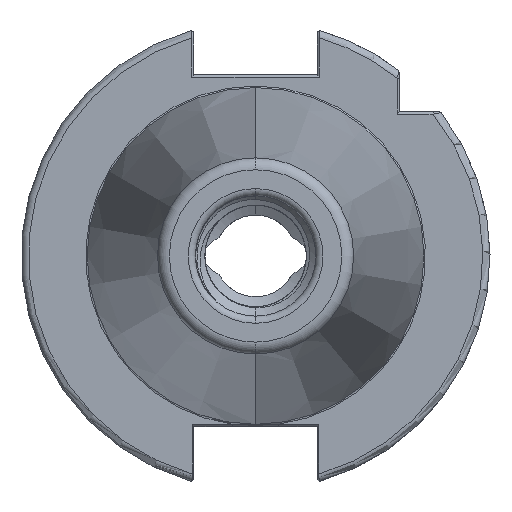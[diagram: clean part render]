
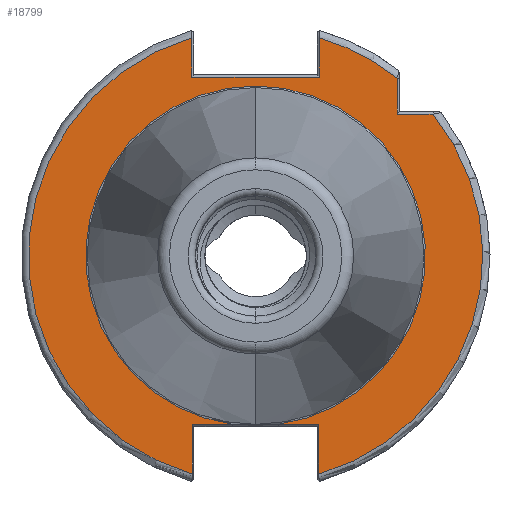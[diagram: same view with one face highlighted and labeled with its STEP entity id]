
A CAD part, left-side view. The second image highlights one B-rep face of the part: STEP entity #18799.
In plain terms, the highlighted planar face has unit normal (-1, 0, 0).
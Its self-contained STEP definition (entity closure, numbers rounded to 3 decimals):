
#1 = ORIENTED_EDGE ( 'NONE', *, *, #17112, .T. ) ;
#6 = ORIENTED_EDGE ( 'NONE', *, *, #17090, .T. ) ;
#7 = ORIENTED_EDGE ( 'NONE', *, *, #17115, .T. ) ;
#8 = ORIENTED_EDGE ( 'NONE', *, *, #17082, .T. ) ;
#1518 = ORIENTED_EDGE ( 'NONE', *, *, #17124, .T. ) ;
#1525 = ORIENTED_EDGE ( 'NONE', *, *, #17094, .T. ) ;
#1542 = ORIENTED_EDGE ( 'NONE', *, *, #17017, .T. ) ;
#1549 = ORIENTED_EDGE ( 'NONE', *, *, #17117, .T. ) ;
#1556 = ORIENTED_EDGE ( 'NONE', *, *, #17080, .T. ) ;
#1579 = VECTOR ( 'NONE', #14494, 1000. ) ;
#1580 = CIRCLE ( 'NONE', #16682, 35.327 ) ;
#1584 = CIRCLE ( 'NONE', #16715, 47.25 ) ;
#1591 = LINE ( 'NONE', #14437, #1636 ) ;
#1594 = CIRCLE ( 'NONE', #16711, 47.25 ) ;
#1609 = LINE ( 'NONE', #14541, #1611 ) ;
#1611 = VECTOR ( 'NONE', #14538, 1000. ) ;
#1636 = VECTOR ( 'NONE', #14473, 1000. ) ;
#1637 = LINE ( 'NONE', #14438, #1579 ) ;
#1719 = CIRCLE ( 'NONE', #16786, 35.327 ) ;
#1849 = EDGE_LOOP ( 'NONE', ( #1549, #1556, #7, #15322, #15350, #1525, #6, #1542, #1518, #8, #1, #2909, #2868, #15150 ) ) ;
#2642 = VECTOR ( 'NONE', #15361, 1000. ) ;
#2650 = LINE ( 'NONE', #14258, #2712 ) ;
#2677 = LINE ( 'NONE', #14222, #2682 ) ;
#2681 = LINE ( 'NONE', #15348, #2642 ) ;
#2682 = VECTOR ( 'NONE', #14231, 1000. ) ;
#2687 = LINE ( 'NONE', #14236, #2688 ) ;
#2688 = VECTOR ( 'NONE', #14230, 1000. ) ;
#2689 = CIRCLE ( 'NONE', #16676, 47.25 ) ;
#2708 = VECTOR ( 'NONE', #14349, 1000. ) ;
#2709 = VECTOR ( 'NONE', #14330, 1000. ) ;
#2712 = VECTOR ( 'NONE', #14261, 1000. ) ;
#2713 = LINE ( 'NONE', #14282, #2708 ) ;
#2716 = LINE ( 'NONE', #14351, #2709 ) ;
#2738 = VERTEX_POINT ( 'NONE', #17933 ) ;
#2743 = VERTEX_POINT ( 'NONE', #17962 ) ;
#2746 = VERTEX_POINT ( 'NONE', #17914 ) ;
#2753 = VERTEX_POINT ( 'NONE', #17965 ) ;
#2757 = VERTEX_POINT ( 'NONE', #17946 ) ;
#2764 = VERTEX_POINT ( 'NONE', #17929 ) ;
#2765 = VERTEX_POINT ( 'NONE', #17966 ) ;
#2774 = VERTEX_POINT ( 'NONE', #17906 ) ;
#2784 = VERTEX_POINT ( 'NONE', #17935 ) ;
#2841 = VERTEX_POINT ( 'NONE', #17985 ) ;
#2868 = ORIENTED_EDGE ( 'NONE', *, *, #17093, .T. ) ;
#2909 = ORIENTED_EDGE ( 'NONE', *, *, #17221, .T. ) ;
#3210 = VERTEX_POINT ( 'NONE', #18134 ) ;
#3244 = VERTEX_POINT ( 'NONE', #18128 ) ;
#3438 = VERTEX_POINT ( 'NONE', #18222 ) ;
#3476 = VERTEX_POINT ( 'NONE', #18251 ) ;
#6047 = FACE_OUTER_BOUND ( 'NONE', #1849, .T. ) ;
#7347 = DIRECTION ( 'NONE',  ( 1., 0., 0. ) ) ;
#7348 = PLANE ( 'NONE',  #7712 ) ;
#7349 = DIRECTION ( 'NONE',  ( 0., 0., -1. ) ) ;
#7381 = CARTESIAN_POINT ( 'NONE',  ( 0., 35.392, 0. ) ) ;
#7712 = AXIS2_PLACEMENT_3D ( 'NONE', #7381, #7347, #7349 ) ;
#14222 = CARTESIAN_POINT ( 'NONE',  ( 0., 35.392, 29.5 ) ) ;
#14230 = DIRECTION ( 'NONE',  ( 0., -1., 0. ) ) ;
#14231 = DIRECTION ( 'NONE',  ( 0., 1., 0. ) ) ;
#14236 = CARTESIAN_POINT ( 'NONE',  ( 0., 35.392, -35. ) ) ;
#14258 = CARTESIAN_POINT ( 'NONE',  ( 0., 13.251, 45.469 ) ) ;
#14261 = DIRECTION ( 'NONE',  ( 0., 0., 1. ) ) ;
#14282 = CARTESIAN_POINT ( 'NONE',  ( 0., 35.392, -35. ) ) ;
#14330 = DIRECTION ( 'NONE',  ( 0., 1., 0. ) ) ;
#14349 = DIRECTION ( 'NONE',  ( 0., -1., 0. ) ) ;
#14351 = CARTESIAN_POINT ( 'NONE',  ( 0., 12.85, 37.2 ) ) ;
#14437 = CARTESIAN_POINT ( 'NONE',  ( 0., -13.251, 37.7 ) ) ;
#14438 = CARTESIAN_POINT ( 'NONE',  ( 0., -29.5, 0. ) ) ;
#14473 = DIRECTION ( 'NONE',  ( 0., 0., -1. ) ) ;
#14493 = CARTESIAN_POINT ( 'NONE',  ( 0., 0., 0. ) ) ;
#14494 = DIRECTION ( 'NONE',  ( 0., 0., 1. ) ) ;
#14513 = DIRECTION ( 'NONE',  ( 1., 0., 0. ) ) ;
#14519 = DIRECTION ( 'NONE',  ( 0., 0., -1. ) ) ;
#14527 = DIRECTION ( 'NONE',  ( 0., 0., -1. ) ) ;
#14530 = CARTESIAN_POINT ( 'NONE',  ( 0., 0., 0. ) ) ;
#14536 = DIRECTION ( 'NONE',  ( -1., 0., 0. ) ) ;
#14538 = DIRECTION ( 'NONE',  ( 0., 0., 1. ) ) ;
#14541 = CARTESIAN_POINT ( 'NONE',  ( 0., 13.131, 0. ) ) ;
#14608 = DIRECTION ( 'NONE',  ( -1., 0., 0. ) ) ;
#14635 = DIRECTION ( 'NONE',  ( 0., 0., -1. ) ) ;
#14643 = CARTESIAN_POINT ( 'NONE',  ( 0., 0., 0. ) ) ;
#15143 = DIRECTION ( 'NONE',  ( 0., 0., -1. ) ) ;
#15148 = CARTESIAN_POINT ( 'NONE',  ( 0., 0., 0. ) ) ;
#15150 = ORIENTED_EDGE ( 'NONE', *, *, #17077, .T. ) ;
#15187 = DIRECTION ( 'NONE',  ( -1., 0., 0. ) ) ;
#15322 = ORIENTED_EDGE ( 'NONE', *, *, #17130, .T. ) ;
#15348 = CARTESIAN_POINT ( 'NONE',  ( 0., -13.131, 0. ) ) ;
#15350 = ORIENTED_EDGE ( 'NONE', *, *, #17108, .T. ) ;
#15361 = DIRECTION ( 'NONE',  ( 0., 0., -1. ) ) ;
#15869 = DIRECTION ( 'NONE',  ( 1., 0., 0. ) ) ;
#15874 = CARTESIAN_POINT ( 'NONE',  ( 0., 0., 0. ) ) ;
#15875 = DIRECTION ( 'NONE',  ( 0., 0., -1. ) ) ;
#16676 = AXIS2_PLACEMENT_3D ( 'NONE', #15148, #15187, #15143 ) ;
#16682 = AXIS2_PLACEMENT_3D ( 'NONE', #14530, #14513, #14519 ) ;
#16711 = AXIS2_PLACEMENT_3D ( 'NONE', #14493, #14536, #14527 ) ;
#16715 = AXIS2_PLACEMENT_3D ( 'NONE', #14643, #14608, #14635 ) ;
#16786 = AXIS2_PLACEMENT_3D ( 'NONE', #15874, #15869, #15875 ) ;
#17017 = EDGE_CURVE ( 'NONE', #2774, #2764, #2689, .T. ) ;
#17077 = EDGE_CURVE ( 'NONE', #2753, #3476, #2681, .T. ) ;
#17080 = EDGE_CURVE ( 'NONE', #3438, #2738, #2677, .T. ) ;
#17082 = EDGE_CURVE ( 'NONE', #2743, #2841, #2687, .T. ) ;
#17090 = EDGE_CURVE ( 'NONE', #2765, #2774, #2650, .T. ) ;
#17093 = EDGE_CURVE ( 'NONE', #3244, #2753, #2713, .T. ) ;
#17094 = EDGE_CURVE ( 'NONE', #2757, #2765, #2716, .T. ) ;
#17108 = EDGE_CURVE ( 'NONE', #2746, #2757, #1591, .T. ) ;
#17112 = EDGE_CURVE ( 'NONE', #2841, #3210, #1580, .T. ) ;
#17115 = EDGE_CURVE ( 'NONE', #2738, #2784, #1637, .T. ) ;
#17117 = EDGE_CURVE ( 'NONE', #3476, #3438, #1594, .T. ) ;
#17124 = EDGE_CURVE ( 'NONE', #2764, #2743, #1609, .T. ) ;
#17130 = EDGE_CURVE ( 'NONE', #2784, #2746, #1584, .T. ) ;
#17221 = EDGE_CURVE ( 'NONE', #3210, #3244, #1719, .T. ) ;
#17906 = CARTESIAN_POINT ( 'NONE',  ( 0., 13.251, 45.354 ) ) ;
#17914 = CARTESIAN_POINT ( 'NONE',  ( 0., -13.251, 45.354 ) ) ;
#17929 = CARTESIAN_POINT ( 'NONE',  ( 0., 13.131, -45.389 ) ) ;
#17933 = CARTESIAN_POINT ( 'NONE',  ( 0., -29.5, 29.5 ) ) ;
#17935 = CARTESIAN_POINT ( 'NONE',  ( 0., -29.5, 36.91 ) ) ;
#17946 = CARTESIAN_POINT ( 'NONE',  ( 0., -13.251, 37.2 ) ) ;
#17962 = CARTESIAN_POINT ( 'NONE',  ( 0., 13.131, -35. ) ) ;
#17965 = CARTESIAN_POINT ( 'NONE',  ( 0., -13.131, -35. ) ) ;
#17966 = CARTESIAN_POINT ( 'NONE',  ( 0., 13.251, 37.2 ) ) ;
#17985 = CARTESIAN_POINT ( 'NONE',  ( 0., 4.796, -35. ) ) ;
#18128 = CARTESIAN_POINT ( 'NONE',  ( 0., -4.796, -35. ) ) ;
#18134 = CARTESIAN_POINT ( 'NONE',  ( 0., 0., 35.327 ) ) ;
#18222 = CARTESIAN_POINT ( 'NONE',  ( 0., -36.91, 29.5 ) ) ;
#18251 = CARTESIAN_POINT ( 'NONE',  ( 0., -13.131, -45.389 ) ) ;
#18799 = ADVANCED_FACE ( 'NONE', ( #6047 ), #7348, .F. ) ;
